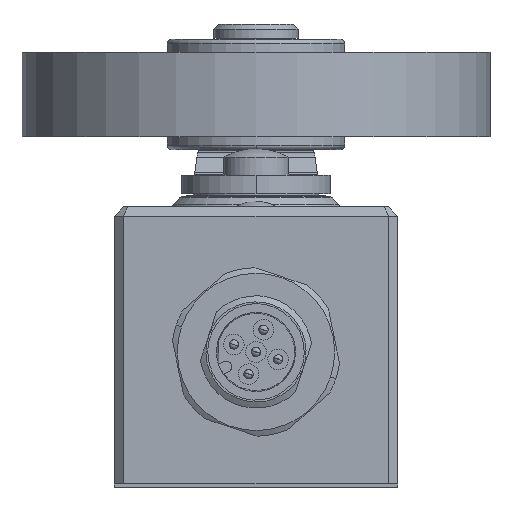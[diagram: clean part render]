
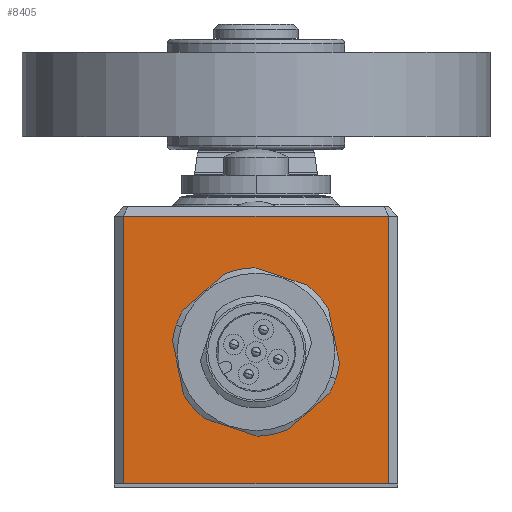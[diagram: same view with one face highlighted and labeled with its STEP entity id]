
A CAD part, front view. The second image highlights one B-rep face of the part: STEP entity #8405.
In plain terms, the highlighted planar face has unit normal (0, -1, 0).
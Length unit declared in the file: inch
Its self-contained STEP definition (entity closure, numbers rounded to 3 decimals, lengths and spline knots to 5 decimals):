
#501 = VECTOR ( 'NONE', #10539, 39.37008 ) ;
#556 = CARTESIAN_POINT ( 'NONE',  ( 0.55709, -2.1063, 0.01575 ) ) ;
#1005 = AXIS2_PLACEMENT_3D ( 'NONE', #4529, #12263, #3247 ) ;
#1237 = CARTESIAN_POINT ( 'NONE',  ( -0.55709, -2.1063, 1.14173 ) ) ;
#1989 = AXIS2_PLACEMENT_3D ( 'NONE', #14539, #13267, #2910 ) ;
#2371 = DIRECTION ( 'NONE',  ( 0., 0., 1. ) ) ;
#2910 = DIRECTION ( 'NONE',  ( 1., 0., 0. ) ) ;
#3062 = EDGE_LOOP ( 'NONE', ( #15033, #4830 ) ) ;
#3247 = DIRECTION ( 'NONE',  ( 1., 0., 0. ) ) ;
#3780 = CARTESIAN_POINT ( 'NONE',  ( -0.55709, -2.1063, 0.01575 ) ) ;
#3904 = EDGE_CURVE ( 'NONE', #15591, #5112, #5763, .T. ) ;
#4010 = FACE_OUTER_BOUND ( 'NONE', #10149, .T. ) ;
#4470 = EDGE_CURVE ( 'NONE', #9001, #7809, #6526, .T. ) ;
#4524 = CARTESIAN_POINT ( 'NONE',  ( 0.55709, -2.1063, 0.01575 ) ) ;
#4529 = CARTESIAN_POINT ( 'NONE',  ( 0., -2.1063, 0.57087 ) ) ;
#4714 = DIRECTION ( 'NONE',  ( 0., -1., 0. ) ) ;
#4827 = DIRECTION ( 'NONE',  ( 0., 0., -1. ) ) ;
#4830 = ORIENTED_EDGE ( 'NONE', *, *, #9228, .T. ) ;
#5112 = VERTEX_POINT ( 'NONE', #6446 ) ;
#5511 = LINE ( 'NONE', #4524, #15302 ) ;
#5763 = LINE ( 'NONE', #1237, #7142 ) ;
#6236 = FACE_BOUND ( 'NONE', #3062, .T. ) ;
#6363 = ORIENTED_EDGE ( 'NONE', *, *, #3904, .F. ) ;
#6439 = CARTESIAN_POINT ( 'NONE',  ( 0.31496, -2.1063, 0.57087 ) ) ;
#6446 = CARTESIAN_POINT ( 'NONE',  ( 0.55709, -2.1063, 1.14173 ) ) ;
#6486 = CARTESIAN_POINT ( 'NONE',  ( -0.31496, -2.1063, 0.57087 ) ) ;
#6500 = VECTOR ( 'NONE', #2371, 39.37008 ) ;
#6526 = LINE ( 'NONE', #3780, #501 ) ;
#6595 = ORIENTED_EDGE ( 'NONE', *, *, #8994, .F. ) ;
#7142 = VECTOR ( 'NONE', #15287, 39.37008 ) ;
#7228 = CARTESIAN_POINT ( 'NONE',  ( 0.55709, -2.1063, 0. ) ) ;
#7809 = VERTEX_POINT ( 'NONE', #556 ) ;
#8211 = CARTESIAN_POINT ( 'NONE',  ( -0.55709, -2.1063, 1.14173 ) ) ;
#8405 = ADVANCED_FACE ( 'NONE', ( #6236, #4010 ), #14907, .T. ) ;
#8994 = EDGE_CURVE ( 'NONE', #9001, #15591, #15878, .T. ) ;
#9001 = VERTEX_POINT ( 'NONE', #13840 ) ;
#9228 = EDGE_CURVE ( 'NONE', #10766, #13392, #14081, .T. ) ;
#10029 = CARTESIAN_POINT ( 'NONE',  ( -0.55709, -2.1063, 0.01575 ) ) ;
#10149 = EDGE_LOOP ( 'NONE', ( #13096, #10725, #6363, #6595 ) ) ;
#10539 = DIRECTION ( 'NONE',  ( 1., 0., 0. ) ) ;
#10568 = EDGE_CURVE ( 'NONE', #7809, #5112, #5511, .T. ) ;
#10725 = ORIENTED_EDGE ( 'NONE', *, *, #10568, .T. ) ;
#10766 = VERTEX_POINT ( 'NONE', #6486 ) ;
#10981 = AXIS2_PLACEMENT_3D ( 'NONE', #7228, #4714, #4827 ) ;
#12263 = DIRECTION ( 'NONE',  ( 0., 1., 0. ) ) ;
#13096 = ORIENTED_EDGE ( 'NONE', *, *, #4470, .T. ) ;
#13267 = DIRECTION ( 'NONE',  ( 0., 1., 0. ) ) ;
#13392 = VERTEX_POINT ( 'NONE', #6439 ) ;
#13495 = DIRECTION ( 'NONE',  ( 0., 0., 1. ) ) ;
#13840 = CARTESIAN_POINT ( 'NONE',  ( -0.55709, -2.1063, 0.01575 ) ) ;
#14081 = CIRCLE ( 'NONE', #1005, 0.31496 ) ;
#14539 = CARTESIAN_POINT ( 'NONE',  ( 0., -2.1063, 0.57087 ) ) ;
#14907 = PLANE ( 'NONE',  #10981 ) ;
#15033 = ORIENTED_EDGE ( 'NONE', *, *, #15863, .T. ) ;
#15287 = DIRECTION ( 'NONE',  ( 1., 0., 0. ) ) ;
#15302 = VECTOR ( 'NONE', #13495, 39.37008 ) ;
#15591 = VERTEX_POINT ( 'NONE', #8211 ) ;
#15863 = EDGE_CURVE ( 'NONE', #13392, #10766, #16489, .T. ) ;
#15878 = LINE ( 'NONE', #10029, #6500 ) ;
#16489 = CIRCLE ( 'NONE', #1989, 0.31496 ) ;
